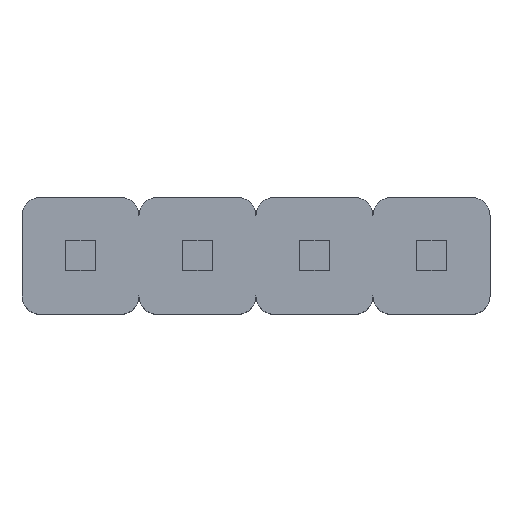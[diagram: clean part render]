
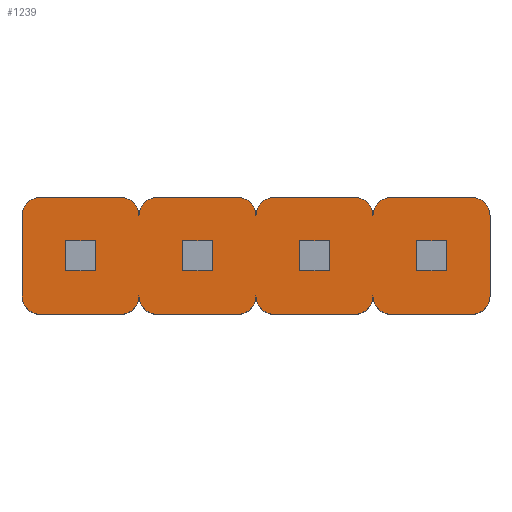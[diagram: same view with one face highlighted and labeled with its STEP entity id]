
A CAD part, top view. The second image highlights one B-rep face of the part: STEP entity #1239.
In plain terms, the highlighted planar face has unit normal (0, 0, 1).
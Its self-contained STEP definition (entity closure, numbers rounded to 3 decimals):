
#32=CIRCLE('',#1314,0.4);
#34=CIRCLE('',#1318,0.4);
#36=CIRCLE('',#1322,0.4);
#38=CIRCLE('',#1325,0.4);
#40=CIRCLE('',#1329,0.4);
#42=CIRCLE('',#1332,0.4);
#44=CIRCLE('',#1336,0.4);
#46=CIRCLE('',#1339,0.4);
#48=CIRCLE('',#1343,0.4);
#50=CIRCLE('',#1347,0.4);
#52=CIRCLE('',#1351,0.4);
#54=CIRCLE('',#1354,0.4);
#56=CIRCLE('',#1358,0.4);
#58=CIRCLE('',#1361,0.4);
#60=CIRCLE('',#1365,0.4);
#62=CIRCLE('',#1368,0.4);
#105=FACE_OUTER_BOUND('',#181,.T.);
#181=EDGE_LOOP('',(#909,#910,#911,#912,#913,#914,#915,#916,#917,#918,#919,
#920,#921,#922,#923,#924,#925,#926,#927,#928,#929,#930,#931,#932,#933,#934));
#233=LINE('',#1787,#375);
#237=LINE('',#1799,#379);
#241=LINE('',#1811,#383);
#246=LINE('',#1829,#388);
#251=LINE('',#1847,#393);
#256=LINE('',#1865,#398);
#260=LINE('',#1877,#402);
#264=LINE('',#1889,#406);
#269=LINE('',#1907,#411);
#274=LINE('',#1925,#416);
#375=VECTOR('',#1425,10.);
#379=VECTOR('',#1437,10.);
#383=VECTOR('',#1449,10.);
#388=VECTOR('',#1468,10.);
#393=VECTOR('',#1487,10.);
#398=VECTOR('',#1506,10.);
#402=VECTOR('',#1518,10.);
#406=VECTOR('',#1530,10.);
#411=VECTOR('',#1549,10.);
#416=VECTOR('',#1568,10.);
#517=VERTEX_POINT('',#1784);
#518=VERTEX_POINT('',#1786);
#520=VERTEX_POINT('',#1792);
#522=VERTEX_POINT('',#1798);
#524=VERTEX_POINT('',#1804);
#526=VERTEX_POINT('',#1810);
#528=VERTEX_POINT('',#1816);
#530=VERTEX_POINT('',#1822);
#532=VERTEX_POINT('',#1828);
#534=VERTEX_POINT('',#1834);
#536=VERTEX_POINT('',#1840);
#538=VERTEX_POINT('',#1846);
#540=VERTEX_POINT('',#1852);
#542=VERTEX_POINT('',#1858);
#544=VERTEX_POINT('',#1864);
#546=VERTEX_POINT('',#1870);
#548=VERTEX_POINT('',#1876);
#550=VERTEX_POINT('',#1882);
#552=VERTEX_POINT('',#1888);
#554=VERTEX_POINT('',#1894);
#556=VERTEX_POINT('',#1900);
#558=VERTEX_POINT('',#1906);
#560=VERTEX_POINT('',#1912);
#562=VERTEX_POINT('',#1918);
#564=VERTEX_POINT('',#1924);
#566=VERTEX_POINT('',#1930);
#633=EDGE_CURVE('',#518,#517,#233,.T.);
#636=EDGE_CURVE('',#520,#518,#32,.T.);
#639=EDGE_CURVE('',#522,#520,#237,.T.);
#642=EDGE_CURVE('',#524,#522,#34,.T.);
#645=EDGE_CURVE('',#526,#524,#241,.T.);
#648=EDGE_CURVE('',#528,#526,#36,.T.);
#651=EDGE_CURVE('',#530,#528,#38,.T.);
#654=EDGE_CURVE('',#532,#530,#246,.T.);
#657=EDGE_CURVE('',#534,#532,#40,.T.);
#660=EDGE_CURVE('',#536,#534,#42,.T.);
#663=EDGE_CURVE('',#538,#536,#251,.T.);
#666=EDGE_CURVE('',#540,#538,#44,.T.);
#669=EDGE_CURVE('',#542,#540,#46,.T.);
#672=EDGE_CURVE('',#544,#542,#256,.T.);
#675=EDGE_CURVE('',#546,#544,#48,.T.);
#678=EDGE_CURVE('',#548,#546,#260,.T.);
#681=EDGE_CURVE('',#550,#548,#50,.T.);
#684=EDGE_CURVE('',#552,#550,#264,.T.);
#687=EDGE_CURVE('',#554,#552,#52,.T.);
#690=EDGE_CURVE('',#556,#554,#54,.T.);
#693=EDGE_CURVE('',#558,#556,#269,.T.);
#696=EDGE_CURVE('',#560,#558,#56,.T.);
#699=EDGE_CURVE('',#562,#560,#58,.T.);
#702=EDGE_CURVE('',#564,#562,#274,.T.);
#705=EDGE_CURVE('',#566,#564,#60,.T.);
#708=EDGE_CURVE('',#517,#566,#62,.T.);
#909=ORIENTED_EDGE('',*,*,#708,.T.);
#910=ORIENTED_EDGE('',*,*,#705,.T.);
#911=ORIENTED_EDGE('',*,*,#702,.T.);
#912=ORIENTED_EDGE('',*,*,#699,.T.);
#913=ORIENTED_EDGE('',*,*,#696,.T.);
#914=ORIENTED_EDGE('',*,*,#693,.T.);
#915=ORIENTED_EDGE('',*,*,#690,.T.);
#916=ORIENTED_EDGE('',*,*,#687,.T.);
#917=ORIENTED_EDGE('',*,*,#684,.T.);
#918=ORIENTED_EDGE('',*,*,#681,.T.);
#919=ORIENTED_EDGE('',*,*,#678,.T.);
#920=ORIENTED_EDGE('',*,*,#675,.T.);
#921=ORIENTED_EDGE('',*,*,#672,.T.);
#922=ORIENTED_EDGE('',*,*,#669,.T.);
#923=ORIENTED_EDGE('',*,*,#666,.T.);
#924=ORIENTED_EDGE('',*,*,#663,.T.);
#925=ORIENTED_EDGE('',*,*,#660,.T.);
#926=ORIENTED_EDGE('',*,*,#657,.T.);
#927=ORIENTED_EDGE('',*,*,#654,.T.);
#928=ORIENTED_EDGE('',*,*,#651,.T.);
#929=ORIENTED_EDGE('',*,*,#648,.T.);
#930=ORIENTED_EDGE('',*,*,#645,.T.);
#931=ORIENTED_EDGE('',*,*,#642,.T.);
#932=ORIENTED_EDGE('',*,*,#639,.T.);
#933=ORIENTED_EDGE('',*,*,#636,.T.);
#934=ORIENTED_EDGE('',*,*,#633,.T.);
#1163=PLANE('',#1369);
#1239=ADVANCED_FACE('',(#105),#1163,.T.);
#1314=AXIS2_PLACEMENT_3D('',#1793,#1431,#1432);
#1318=AXIS2_PLACEMENT_3D('',#1805,#1443,#1444);
#1322=AXIS2_PLACEMENT_3D('',#1817,#1455,#1456);
#1325=AXIS2_PLACEMENT_3D('',#1823,#1462,#1463);
#1329=AXIS2_PLACEMENT_3D('',#1835,#1474,#1475);
#1332=AXIS2_PLACEMENT_3D('',#1841,#1481,#1482);
#1336=AXIS2_PLACEMENT_3D('',#1853,#1493,#1494);
#1339=AXIS2_PLACEMENT_3D('',#1859,#1500,#1501);
#1343=AXIS2_PLACEMENT_3D('',#1871,#1512,#1513);
#1347=AXIS2_PLACEMENT_3D('',#1883,#1524,#1525);
#1351=AXIS2_PLACEMENT_3D('',#1895,#1536,#1537);
#1354=AXIS2_PLACEMENT_3D('',#1901,#1543,#1544);
#1358=AXIS2_PLACEMENT_3D('',#1913,#1555,#1556);
#1361=AXIS2_PLACEMENT_3D('',#1919,#1562,#1563);
#1365=AXIS2_PLACEMENT_3D('',#1931,#1574,#1575);
#1368=AXIS2_PLACEMENT_3D('',#1935,#1581,#1582);
#1369=AXIS2_PLACEMENT_3D('',#1936,#1583,#1584);
#1425=DIRECTION('',(-1.,0.,0.));
#1431=DIRECTION('center_axis',(0.,0.,1.));
#1432=DIRECTION('ref_axis',(1.,0.,0.));
#1437=DIRECTION('',(0.,1.,0.));
#1443=DIRECTION('center_axis',(0.,0.,1.));
#1444=DIRECTION('ref_axis',(0.,-1.,0.));
#1449=DIRECTION('',(1.,0.,0.));
#1455=DIRECTION('center_axis',(0.,0.,1.));
#1456=DIRECTION('ref_axis',(-1.,0.,0.));
#1462=DIRECTION('center_axis',(0.,0.,1.));
#1463=DIRECTION('ref_axis',(0.,-1.,0.));
#1468=DIRECTION('',(1.,0.,0.));
#1474=DIRECTION('center_axis',(0.,0.,1.));
#1475=DIRECTION('ref_axis',(-1.,0.,0.));
#1481=DIRECTION('center_axis',(0.,0.,1.));
#1482=DIRECTION('ref_axis',(0.,-1.,0.));
#1487=DIRECTION('',(1.,0.,0.));
#1493=DIRECTION('center_axis',(0.,0.,1.));
#1494=DIRECTION('ref_axis',(-1.,0.,0.));
#1500=DIRECTION('center_axis',(0.,0.,1.));
#1501=DIRECTION('ref_axis',(0.,-1.,0.));
#1506=DIRECTION('',(1.,0.,0.));
#1512=DIRECTION('center_axis',(0.,0.,1.));
#1513=DIRECTION('ref_axis',(-1.,0.,0.));
#1518=DIRECTION('',(0.,-1.,0.));
#1524=DIRECTION('center_axis',(0.,0.,1.));
#1525=DIRECTION('ref_axis',(0.,1.,0.));
#1530=DIRECTION('',(-1.,0.,0.));
#1536=DIRECTION('center_axis',(0.,0.,1.));
#1537=DIRECTION('ref_axis',(1.,0.,0.));
#1543=DIRECTION('center_axis',(0.,0.,1.));
#1544=DIRECTION('ref_axis',(0.,1.,0.));
#1549=DIRECTION('',(-1.,0.,0.));
#1555=DIRECTION('center_axis',(0.,0.,1.));
#1556=DIRECTION('ref_axis',(1.,0.,0.));
#1562=DIRECTION('center_axis',(0.,0.,1.));
#1563=DIRECTION('ref_axis',(0.,1.,0.));
#1568=DIRECTION('',(-1.,0.,0.));
#1574=DIRECTION('center_axis',(0.,0.,1.));
#1575=DIRECTION('ref_axis',(1.,0.,0.));
#1581=DIRECTION('center_axis',(0.,0.,1.));
#1582=DIRECTION('ref_axis',(0.,1.,0.));
#1583=DIRECTION('center_axis',(0.,0.,1.));
#1584=DIRECTION('ref_axis',(1.,0.,0.));
#1784=CARTESIAN_POINT('',(6.75,1.27,2.54));
#1786=CARTESIAN_POINT('',(8.49,1.27,2.54));
#1787=CARTESIAN_POINT('',(6.75,1.27,2.54));
#1792=CARTESIAN_POINT('',(8.89,0.87,2.54));
#1793=CARTESIAN_POINT('Origin',(8.49,0.87,2.54));
#1798=CARTESIAN_POINT('',(8.89,-0.87,2.54));
#1799=CARTESIAN_POINT('',(8.89,0.87,2.54));
#1804=CARTESIAN_POINT('',(8.49,-1.27,2.54));
#1805=CARTESIAN_POINT('Origin',(8.49,-0.87,2.54));
#1810=CARTESIAN_POINT('',(6.75,-1.27,2.54));
#1811=CARTESIAN_POINT('',(8.49,-1.27,2.54));
#1816=CARTESIAN_POINT('',(6.35,-0.87,2.54));
#1817=CARTESIAN_POINT('Origin',(6.75,-0.87,2.54));
#1822=CARTESIAN_POINT('',(5.95,-1.27,2.54));
#1823=CARTESIAN_POINT('Origin',(5.95,-0.87,2.54));
#1828=CARTESIAN_POINT('',(4.21,-1.27,2.54));
#1829=CARTESIAN_POINT('',(5.95,-1.27,2.54));
#1834=CARTESIAN_POINT('',(3.81,-0.87,2.54));
#1835=CARTESIAN_POINT('Origin',(4.21,-0.87,2.54));
#1840=CARTESIAN_POINT('',(3.41,-1.27,2.54));
#1841=CARTESIAN_POINT('Origin',(3.41,-0.87,2.54));
#1846=CARTESIAN_POINT('',(1.67,-1.27,2.54));
#1847=CARTESIAN_POINT('',(3.41,-1.27,2.54));
#1852=CARTESIAN_POINT('',(1.27,-0.87,2.54));
#1853=CARTESIAN_POINT('Origin',(1.67,-0.87,2.54));
#1858=CARTESIAN_POINT('',(0.87,-1.27,2.54));
#1859=CARTESIAN_POINT('Origin',(0.87,-0.87,2.54));
#1864=CARTESIAN_POINT('',(-0.87,-1.27,2.54));
#1865=CARTESIAN_POINT('',(0.87,-1.27,2.54));
#1870=CARTESIAN_POINT('',(-1.27,-0.87,2.54));
#1871=CARTESIAN_POINT('Origin',(-0.87,-0.87,2.54));
#1876=CARTESIAN_POINT('',(-1.27,0.87,2.54));
#1877=CARTESIAN_POINT('',(-1.27,-0.87,2.54));
#1882=CARTESIAN_POINT('',(-0.87,1.27,2.54));
#1883=CARTESIAN_POINT('Origin',(-0.87,0.87,2.54));
#1888=CARTESIAN_POINT('',(0.87,1.27,2.54));
#1889=CARTESIAN_POINT('',(-0.87,1.27,2.54));
#1894=CARTESIAN_POINT('',(1.27,0.87,2.54));
#1895=CARTESIAN_POINT('Origin',(0.87,0.87,2.54));
#1900=CARTESIAN_POINT('',(1.67,1.27,2.54));
#1901=CARTESIAN_POINT('Origin',(1.67,0.87,2.54));
#1906=CARTESIAN_POINT('',(3.41,1.27,2.54));
#1907=CARTESIAN_POINT('',(1.67,1.27,2.54));
#1912=CARTESIAN_POINT('',(3.81,0.87,2.54));
#1913=CARTESIAN_POINT('Origin',(3.41,0.87,2.54));
#1918=CARTESIAN_POINT('',(4.21,1.27,2.54));
#1919=CARTESIAN_POINT('Origin',(4.21,0.87,2.54));
#1924=CARTESIAN_POINT('',(5.95,1.27,2.54));
#1925=CARTESIAN_POINT('',(4.21,1.27,2.54));
#1930=CARTESIAN_POINT('',(6.35,0.87,2.54));
#1931=CARTESIAN_POINT('Origin',(5.95,0.87,2.54));
#1935=CARTESIAN_POINT('Origin',(6.75,0.87,2.54));
#1936=CARTESIAN_POINT('Origin',(3.81,0.,2.54));
